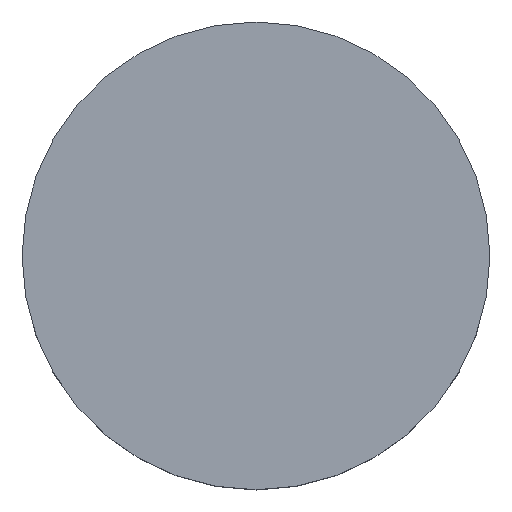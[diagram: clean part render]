
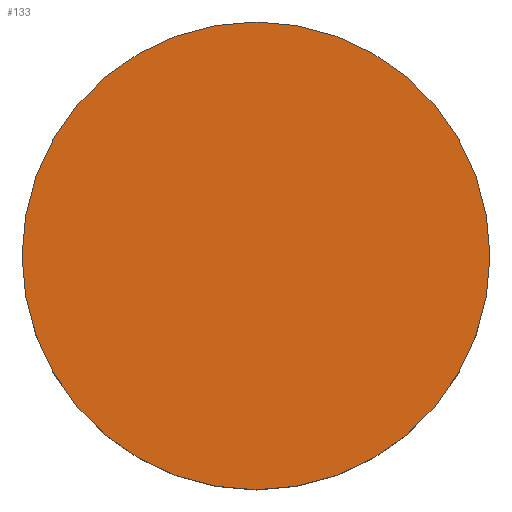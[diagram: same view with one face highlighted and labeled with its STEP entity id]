
A CAD part, top view. The second image highlights one B-rep face of the part: STEP entity #133.
In plain terms, the highlighted planar face has unit normal (0, 0, 1).
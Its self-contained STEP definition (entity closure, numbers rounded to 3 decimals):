
#2 = DIRECTION ( 'NONE',  ( 0., 0., -1. ) ) ;
#10 = PLANE ( 'NONE',  #106 ) ;
#13 = EDGE_CURVE ( 'NONE', #211, #189, #233, .T. ) ;
#17 = AXIS2_PLACEMENT_3D ( 'NONE', #132, #2, #36 ) ;
#19 = ORIENTED_EDGE ( 'NONE', *, *, #13, .F. ) ;
#36 = DIRECTION ( 'NONE',  ( 1., 0., 0. ) ) ;
#41 = DIRECTION ( 'NONE',  ( 0., 0., -1. ) ) ;
#46 = AXIS2_PLACEMENT_3D ( 'NONE', #172, #41, #173 ) ;
#52 = EDGE_CURVE ( 'NONE', #189, #211, #187, .T. ) ;
#86 = DIRECTION ( 'NONE',  ( 0., 0., 1. ) ) ;
#87 = CARTESIAN_POINT ( 'NONE',  ( -6.35, 0., 1.3 ) ) ;
#90 = EDGE_LOOP ( 'NONE', ( #19, #218 ) ) ;
#106 = AXIS2_PLACEMENT_3D ( 'NONE', #118, #86, #160 ) ;
#118 = CARTESIAN_POINT ( 'NONE',  ( 0., 13.158, 1.3 ) ) ;
#127 = FACE_OUTER_BOUND ( 'NONE', #90, .T. ) ;
#132 = CARTESIAN_POINT ( 'NONE',  ( 0., 0., 1.3 ) ) ;
#133 = ADVANCED_FACE ( 'NONE', ( #127 ), #10, .T. ) ;
#139 = CARTESIAN_POINT ( 'NONE',  ( 6.35, 0., 1.3 ) ) ;
#160 = DIRECTION ( 'NONE',  ( 1., 0., 0. ) ) ;
#172 = CARTESIAN_POINT ( 'NONE',  ( 0., 0., 1.3 ) ) ;
#173 = DIRECTION ( 'NONE',  ( 1., 0., 0. ) ) ;
#187 = CIRCLE ( 'NONE', #46, 6.35 ) ;
#189 = VERTEX_POINT ( 'NONE', #87 ) ;
#211 = VERTEX_POINT ( 'NONE', #139 ) ;
#218 = ORIENTED_EDGE ( 'NONE', *, *, #52, .F. ) ;
#233 = CIRCLE ( 'NONE', #17, 6.35 ) ;
